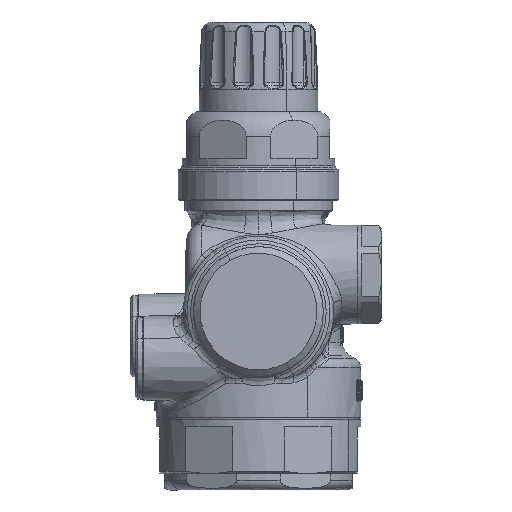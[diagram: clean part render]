
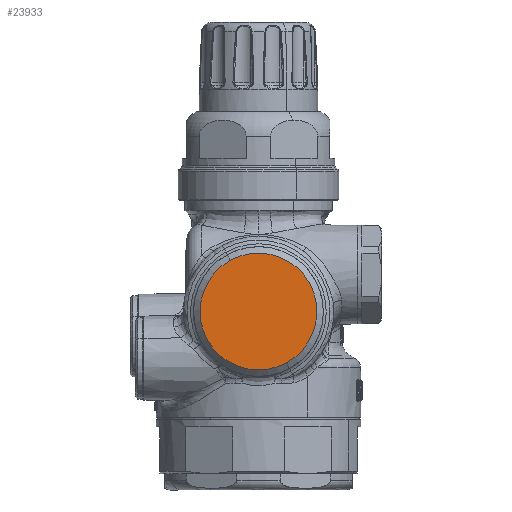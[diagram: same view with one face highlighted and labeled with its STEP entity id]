
A CAD part, front view. The second image highlights one B-rep face of the part: STEP entity #23933.
In plain terms, the highlighted planar face has unit normal (0, -1, 0).
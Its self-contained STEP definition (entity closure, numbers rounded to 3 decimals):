
#23910=CARTESIAN_POINT('Axis2P3D Location',(0.,-35.,11.85)) ;
#23915=CARTESIAN_POINT('Axis2P3D Location',(0.,-35.,0.)) ;
#23919=CARTESIAN_POINT('Vertex',(5.681,-35.,-10.399)) ;
#23921=CARTESIAN_POINT('Vertex',(-5.681,-35.,10.399)) ;
#23924=CARTESIAN_POINT('Axis2P3D Location',(0.,-35.,0.)) ;
#23911=DIRECTION('Axis2P3D Direction',(0.,-1.,0.)) ;
#23912=DIRECTION('Axis2P3D XDirection',(1.,0.,0.)) ;
#23916=DIRECTION('Axis2P3D Direction',(0.,-1.,0.)) ;
#23925=DIRECTION('Axis2P3D Direction',(0.,-1.,0.)) ;
#23913=AXIS2_PLACEMENT_3D('Plane Axis2P3D',#23910,#23911,#23912) ;
#23917=AXIS2_PLACEMENT_3D('Circle Axis2P3D',#23915,#23916,$) ;
#23926=AXIS2_PLACEMENT_3D('Circle Axis2P3D',#23924,#23925,$) ;
#23918=CIRCLE('generated circle',#23917,11.85) ;
#23927=CIRCLE('generated circle',#23926,11.85) ;
#23914=PLANE('',#23913) ;
#23923=EDGE_CURVE('',#23920,#23922,#23918,.T.) ;
#23928=EDGE_CURVE('',#23922,#23920,#23927,.T.) ;
#23930=ORIENTED_EDGE('',*,*,#23923,.T.) ;
#23931=ORIENTED_EDGE('',*,*,#23928,.T.) ;
#23929=EDGE_LOOP('',(#23930,#23931)) ;
#23920=VERTEX_POINT('',#23919) ;
#23922=VERTEX_POINT('',#23921) ;
#23933=ADVANCED_FACE('PartBody',(#23932),#23914,.T.) ;
#23932=FACE_OUTER_BOUND('',#23929,.T.) ;
